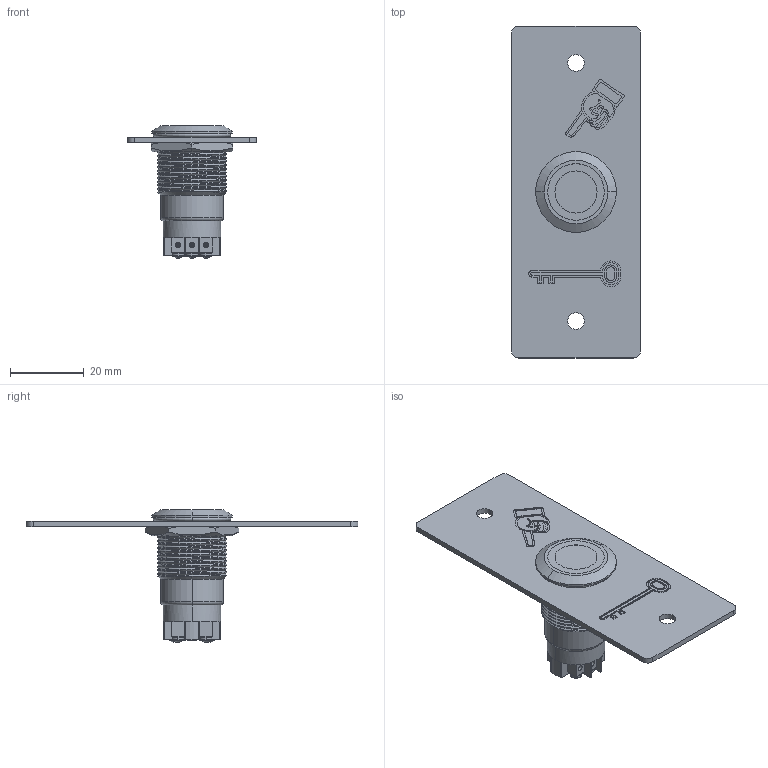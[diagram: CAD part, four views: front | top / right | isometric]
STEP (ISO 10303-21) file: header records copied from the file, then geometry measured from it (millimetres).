
FILE_DESCRIPTION (( 'STEP AP214' ), '1' );
FILE_NAME ('PB19NONCB12STSI.STEP', '2021-08-02T07:04:33', ( '' ), ( '' ), 'SwSTEP 2.0', 'SolidWorks 2020', '' );
FILE_SCHEMA (( 'AUTOMOTIVE_DESIGN' ));
Length unit declared in the file: millimetre
Products named in the file (7): PB19NONCB12STSI; BP-JOINT_COMPRESSE; BP-ECROU; ISO 7045 - M1.6 x 3 - Z --- 3S_ISO 7045 - M1.6 x 3 - Z --- 3S; BP-BOUTON POUSSOIR INOX_PB19NO NC_B12_ST; PB19_PB19NO NC_B12_ST; BP-FACADE MODIF_NOUVEAU MARQUAGE CLE
Assembly tree (11 placements, depth 3):
  PB19NONCB12STSI
    BP-FACADE MODIF_NOUVEAU MARQUAGE CLE
    PB19_PB19NO NC_B12_ST
      BP-BOUTON POUSSOIR INOX_PB19NO NC_B12_ST
      BP-ECROU
      BP-JOINT_COMPRESSE
      ISO 7045 - M1.6 x 3 - Z --- 3S_ISO 7045 - M1.6 x 3 - Z --- 3S  x6
Bounding box: 35 x 90 x 35.82 mm (x, y, z)
Volume: 13004.9 mm3; surface area: 11786.1 mm2
Topology: 28 solids, 28 shells, 1021 faces, 2619 edges, 1668 vertices
Faces by surface type: plane 388, cylinder 289, cone 254, bspline 46, torus 32, sphere 12
Entity records: 25809 total; most frequent: CARTESIAN_POINT 8957, ORIENTED_EDGE 3030, DIRECTION 2856, EDGE_CURVE 1515, AXIS2_PLACEMENT_3D 1005, VERTEX_POINT 994, VECTOR 846, LINE 846
